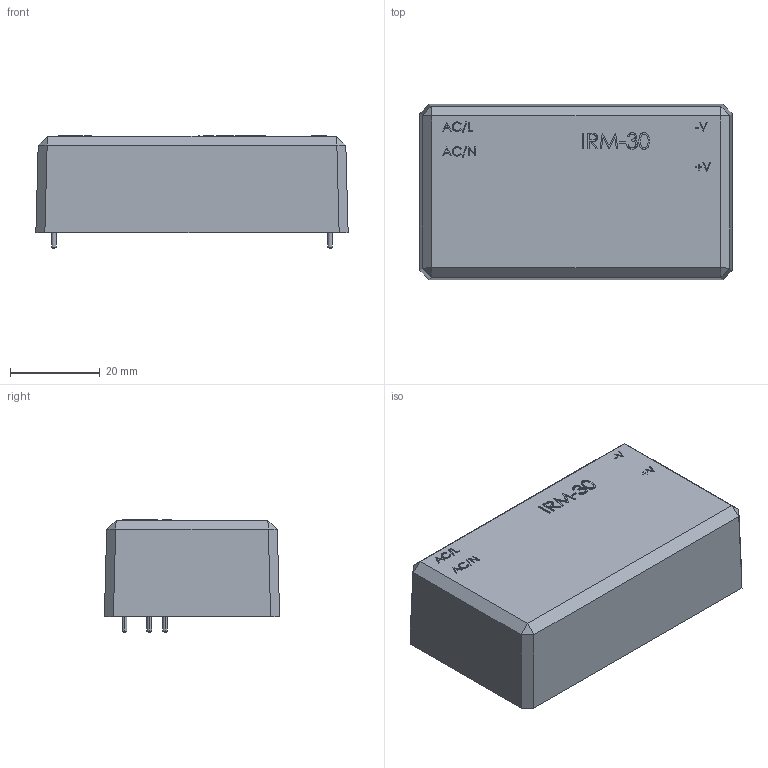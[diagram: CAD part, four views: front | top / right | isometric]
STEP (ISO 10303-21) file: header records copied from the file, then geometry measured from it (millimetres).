
FILE_DESCRIPTION (( 'STEP AP214' ), '1' );
FILE_NAME ('F5B11997-0A80-4D40-AA3E-38049A29493D.STEP', '2024-10-13T00:38:19', ( '' ), ( '' ), 'SwSTEP 2.0', 'SolidWorks 2022', '' );
FILE_SCHEMA (( 'AUTOMOTIVE_DESIGN' ));
Length unit declared in the file: millimetre
Products named in the file (1): F5B11997-0A80-4D40-AA3E-38049A29493D
Bounding box: 69.5 x 39 x 25.1 mm (x, y, z)
Volume: 56398.2 mm3; surface area: 9620.4 mm2
Topology: 1 solids, 1 shells, 221 faces, 559 edges, 366 vertices
Faces by surface type: plane 159, bspline 46, cone 8, cylinder 8
Entity records: 11758 total; most frequent: CARTESIAN_POINT 4265, ORIENTED_EDGE 1118, DIRECTION 843, EDGE_CURVE 559, LINE 443, VECTOR 443, VERTEX_POINT 366, EDGE_LOOP 247
